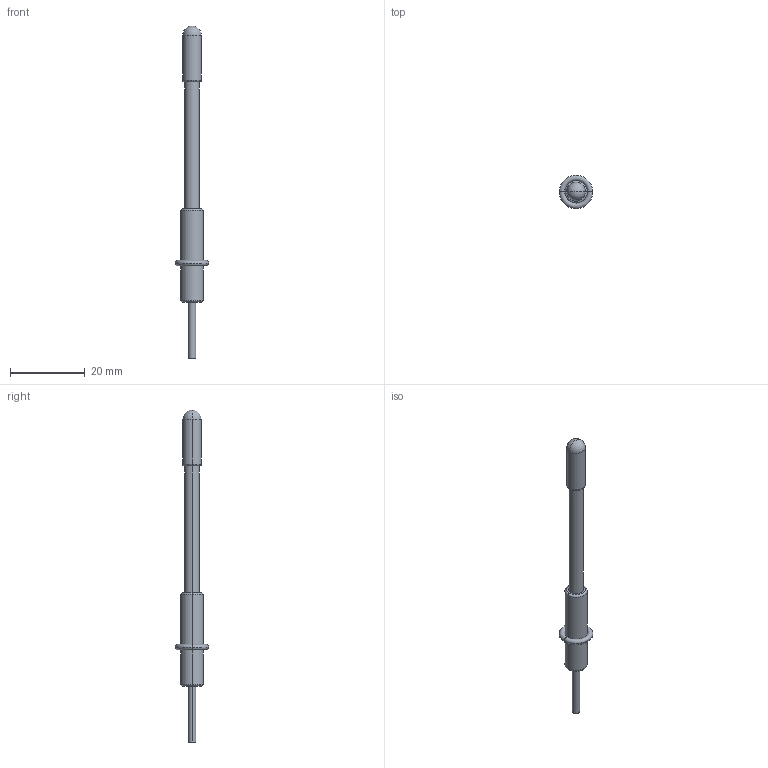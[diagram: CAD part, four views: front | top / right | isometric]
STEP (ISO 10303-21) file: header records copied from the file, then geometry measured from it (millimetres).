
FILE_DESCRIPTION (( 'STEP AP203' ), '1' );
FILE_NAME ('Electrode.STEP', '2022-10-14T18:36:43', ( '' ), ( '' ), 'SwSTEP 2.0', 'SolidWorks 2021', '' );
FILE_SCHEMA (( 'CONFIG_CONTROL_DESIGN' ));
Length unit declared in the file: millimetre
Products named in the file (1): Electrode
Bounding box: 9 x 9 x 89 mm (x, y, z)
Volume: 1498.3 mm3; surface area: 1378.7 mm2
Topology: 2 solids, 2 shells, 23 faces, 48 edges, 27 vertices
Faces by surface type: torus 10, cylinder 8, plane 3, sphere 2
Entity records: 669 total; most frequent: DIRECTION 128, CARTESIAN_POINT 93, ORIENTED_EDGE 88, AXIS2_PLACEMENT_3D 60, EDGE_CURVE 44, CIRCLE 36, VERTEX_POINT 25, EDGE_LOOP 25
